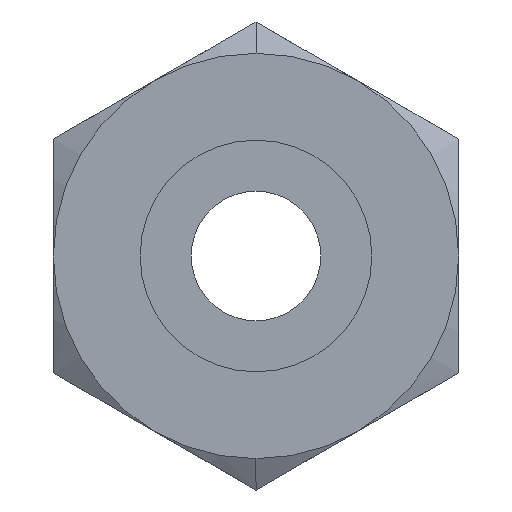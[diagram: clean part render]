
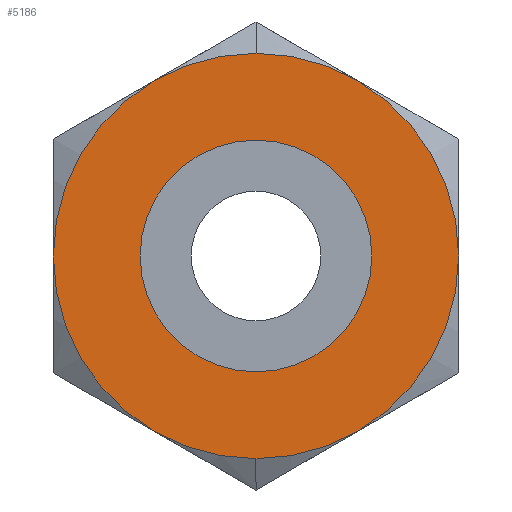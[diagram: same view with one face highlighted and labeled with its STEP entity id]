
A CAD part, left-side view. The second image highlights one B-rep face of the part: STEP entity #5186.
In plain terms, the highlighted planar face has unit normal (-1, 0, 0).
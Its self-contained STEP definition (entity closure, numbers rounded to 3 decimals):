
#264 = DIRECTION ( 'NONE',  ( -1., 0., 0. ) ) ;
#288 = AXIS2_PLACEMENT_3D ( 'NONE', #6416, #1691, #2379 ) ;
#432 = CARTESIAN_POINT ( 'NONE',  ( 0., 0., 0. ) ) ;
#582 = EDGE_CURVE ( 'NONE', #5419, #8121, #1460, .T. ) ;
#589 = DIRECTION ( 'NONE',  ( 1., 0., 0. ) ) ;
#1103 = CARTESIAN_POINT ( 'NONE',  ( 0., 0., 6.35 ) ) ;
#1116 = DIRECTION ( 'NONE',  ( 1., 0., 0. ) ) ;
#1460 = CIRCLE ( 'NONE', #6820, 11.11 ) ;
#1544 = ORIENTED_EDGE ( 'NONE', *, *, #4089, .F. ) ;
#1565 = CARTESIAN_POINT ( 'NONE',  ( 0., 0., 11.11 ) ) ;
#1691 = DIRECTION ( 'NONE',  ( 1., 0., 0. ) ) ;
#1753 = CARTESIAN_POINT ( 'NONE',  ( 0., 0., 0. ) ) ;
#1807 = DIRECTION ( 'NONE',  ( 1., 0., 0. ) ) ;
#1884 = AXIS2_PLACEMENT_3D ( 'NONE', #4198, #264, #2667 ) ;
#2379 = DIRECTION ( 'NONE',  ( 0., 0., -1. ) ) ;
#2564 = EDGE_CURVE ( 'NONE', #5755, #9723, #3281, .T. ) ;
#2667 = DIRECTION ( 'NONE',  ( 0., 0., 1. ) ) ;
#2966 = CARTESIAN_POINT ( 'NONE',  ( 0., 0., -6.35 ) ) ;
#3281 = CIRCLE ( 'NONE', #4131, 6.35 ) ;
#3364 = DIRECTION ( 'NONE',  ( 0., 0., 1. ) ) ;
#3625 = DIRECTION ( 'NONE',  ( 0., 0., 1. ) ) ;
#4089 = EDGE_CURVE ( 'NONE', #8121, #5419, #8987, .T. ) ;
#4131 = AXIS2_PLACEMENT_3D ( 'NONE', #1753, #1807, #7320 ) ;
#4142 = EDGE_LOOP ( 'NONE', ( #6685, #10343 ) ) ;
#4198 = CARTESIAN_POINT ( 'NONE',  ( 0., 0., 5.555 ) ) ;
#5186 = ADVANCED_FACE ( 'NONE', ( #9744, #6507 ), #9693, .T. ) ;
#5419 = VERTEX_POINT ( 'NONE', #1565 ) ;
#5755 = VERTEX_POINT ( 'NONE', #2966 ) ;
#5955 = EDGE_CURVE ( 'NONE', #9723, #5755, #9930, .T. ) ;
#6262 = EDGE_LOOP ( 'NONE', ( #7516, #1544 ) ) ;
#6416 = CARTESIAN_POINT ( 'NONE',  ( 0., 0., 0. ) ) ;
#6434 = AXIS2_PLACEMENT_3D ( 'NONE', #432, #589, #3625 ) ;
#6507 = FACE_OUTER_BOUND ( 'NONE', #6262, .T. ) ;
#6685 = ORIENTED_EDGE ( 'NONE', *, *, #2564, .T. ) ;
#6820 = AXIS2_PLACEMENT_3D ( 'NONE', #9129, #1116, #3364 ) ;
#7320 = DIRECTION ( 'NONE',  ( 0., 0., -1. ) ) ;
#7516 = ORIENTED_EDGE ( 'NONE', *, *, #582, .F. ) ;
#8121 = VERTEX_POINT ( 'NONE', #9110 ) ;
#8987 = CIRCLE ( 'NONE', #288, 11.11 ) ;
#9110 = CARTESIAN_POINT ( 'NONE',  ( 0., 0., -11.11 ) ) ;
#9129 = CARTESIAN_POINT ( 'NONE',  ( 0., 0., 0. ) ) ;
#9693 = PLANE ( 'NONE',  #1884 ) ;
#9723 = VERTEX_POINT ( 'NONE', #1103 ) ;
#9744 = FACE_BOUND ( 'NONE', #4142, .T. ) ;
#9930 = CIRCLE ( 'NONE', #6434, 6.35 ) ;
#10343 = ORIENTED_EDGE ( 'NONE', *, *, #5955, .T. ) ;
